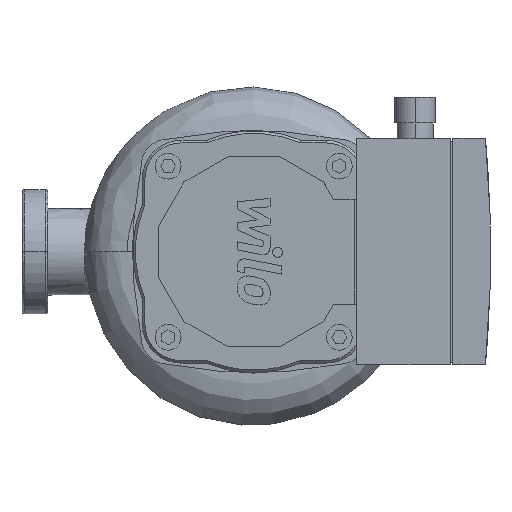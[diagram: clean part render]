
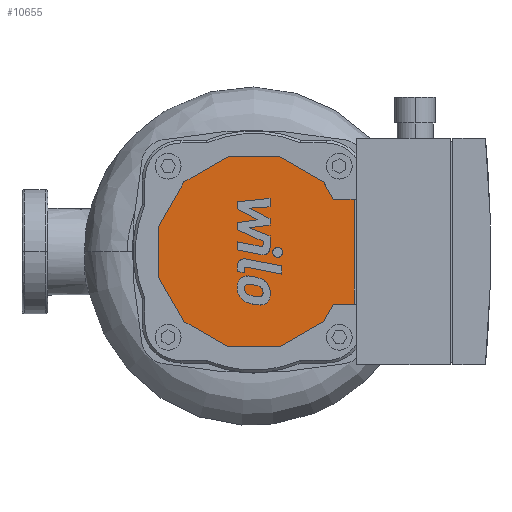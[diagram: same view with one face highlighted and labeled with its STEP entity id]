
A CAD part, front view. The second image highlights one B-rep face of the part: STEP entity #10655.
In plain terms, the highlighted planar face has unit normal (0, -1, 0).
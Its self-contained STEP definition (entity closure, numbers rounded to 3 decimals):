
#10155=CARTESIAN_POINT('',(80.086,-156.0,-37.));
#10156=VERTEX_POINT('',#10155);
#10163=CARTESIAN_POINT('',(62.914,-156.0,-27.086));
#10164=VERTEX_POINT('',#10163);
#10165=CARTESIAN_POINT('',(62.914,-156.0,-27.086));
#10166=DIRECTION('',(0.866,0.0,-0.5));
#10167=VECTOR('',#10166,19.828);
#10168=LINE('',#10165,#10167);
#10169=EDGE_CURVE('',#10164,#10156,#10168,.T.);
#10186=CARTESIAN_POINT('',(99.914,-156.0,-37.));
#10187=VERTEX_POINT('',#10186);
#10194=CARTESIAN_POINT('',(80.086,-156.0,-37.));
#10195=DIRECTION('',(1.0,0.0,0.0));
#10196=VECTOR('',#10195,19.828);
#10197=LINE('',#10194,#10196);
#10198=EDGE_CURVE('',#10156,#10187,#10197,.T.);
#10210=CARTESIAN_POINT('',(117.086,-156.0,-27.086));
#10211=VERTEX_POINT('',#10210);
#10218=CARTESIAN_POINT('',(99.914,-156.0,-37.));
#10219=DIRECTION('',(0.866,0.0,0.5));
#10220=VECTOR('',#10219,19.828);
#10221=LINE('',#10218,#10220);
#10222=EDGE_CURVE('',#10187,#10211,#10221,.T.);
#10250=CARTESIAN_POINT('',(120.975,-156.0,-20.35));
#10251=VERTEX_POINT('',#10250);
#10258=CARTESIAN_POINT('',(117.086,-156.0,-27.086));
#10259=DIRECTION('',(0.5,0.0,0.866));
#10260=VECTOR('',#10259,7.778);
#10261=LINE('',#10258,#10260);
#10262=EDGE_CURVE('',#10211,#10251,#10261,.T.);
#10298=CARTESIAN_POINT('',(117.086,-156.0,27.086));
#10299=VERTEX_POINT('',#10298);
#10306=CARTESIAN_POINT('',(120.975,-156.0,20.35));
#10307=VERTEX_POINT('',#10306);
#10308=CARTESIAN_POINT('',(120.975,-156.0,20.35));
#10309=DIRECTION('',(-0.5,0.0,0.866));
#10310=VECTOR('',#10309,7.778);
#10311=LINE('',#10308,#10310);
#10312=EDGE_CURVE('',#10307,#10299,#10311,.T.);
#10418=CARTESIAN_POINT('',(129.0,-156.0,-20.35));
#10419=VERTEX_POINT('',#10418);
#10426=CARTESIAN_POINT('',(120.975,-156.0,-20.35));
#10427=DIRECTION('',(1.0,0.0,0.0));
#10428=VECTOR('',#10427,8.025);
#10429=LINE('',#10426,#10428);
#10430=EDGE_CURVE('',#10251,#10419,#10429,.T.);
#10460=CARTESIAN_POINT('',(129.0,-156.0,20.35));
#10461=VERTEX_POINT('',#10460);
#10462=CARTESIAN_POINT('',(120.975,-156.0,20.35));
#10463=DIRECTION('',(1.0,0.0,0.0));
#10464=VECTOR('',#10463,8.025);
#10465=LINE('',#10462,#10464);
#10466=EDGE_CURVE('',#10307,#10461,#10465,.T.);
#10487=CARTESIAN_POINT('',(129.0,-156.0,-20.35));
#10488=DIRECTION('',(0.0,0.0,1.0));
#10489=VECTOR('',#10488,40.7);
#10490=LINE('',#10487,#10489);
#10491=EDGE_CURVE('',#10419,#10461,#10490,.T.);
#10502=CARTESIAN_POINT('',(99.914,-156.0,37.));
#10503=VERTEX_POINT('',#10502);
#10510=CARTESIAN_POINT('',(117.086,-156.0,27.086));
#10511=DIRECTION('',(-0.866,0.0,0.5));
#10512=VECTOR('',#10511,19.828);
#10513=LINE('',#10510,#10512);
#10514=EDGE_CURVE('',#10299,#10503,#10513,.T.);
#10526=CARTESIAN_POINT('',(80.086,-156.0,37.));
#10527=VERTEX_POINT('',#10526);
#10534=CARTESIAN_POINT('',(99.914,-156.0,37.));
#10535=DIRECTION('',(-1.0,0.0,0.0));
#10536=VECTOR('',#10535,19.828);
#10537=LINE('',#10534,#10536);
#10538=EDGE_CURVE('',#10503,#10527,#10537,.T.);
#10550=CARTESIAN_POINT('',(62.914,-156.0,27.086));
#10551=VERTEX_POINT('',#10550);
#10558=CARTESIAN_POINT('',(80.086,-156.0,37.));
#10559=DIRECTION('',(-0.866,0.0,-0.5));
#10560=VECTOR('',#10559,19.828);
#10561=LINE('',#10558,#10560);
#10562=EDGE_CURVE('',#10527,#10551,#10561,.T.);
#10574=CARTESIAN_POINT('',(53.0,-156.0,9.914));
#10575=VERTEX_POINT('',#10574);
#10582=CARTESIAN_POINT('',(62.914,-156.0,27.086));
#10583=DIRECTION('',(-0.5,0.0,-0.866));
#10584=VECTOR('',#10583,19.828);
#10585=LINE('',#10582,#10584);
#10586=EDGE_CURVE('',#10551,#10575,#10585,.T.);
#10598=CARTESIAN_POINT('',(53.,-156.0,-9.914));
#10599=VERTEX_POINT('',#10598);
#10606=CARTESIAN_POINT('',(53.0,-156.0,9.914));
#10607=DIRECTION('',(0.0,0.0,-1.0));
#10608=VECTOR('',#10607,19.828);
#10609=LINE('',#10606,#10608);
#10610=EDGE_CURVE('',#10575,#10599,#10609,.T.);
#10623=CARTESIAN_POINT('',(53.,-156.0,-9.914));
#10624=DIRECTION('',(0.5,0.0,-0.866));
#10625=VECTOR('',#10624,19.828);
#10626=LINE('',#10623,#10625);
#10627=EDGE_CURVE('',#10599,#10164,#10626,.T.);
#10634=CARTESIAN_POINT('',(90.,-156.0,0.));
#10635=DIRECTION('',(0.0,1.0,0.0));
#10636=DIRECTION('',(0.0,0.0,1.0));
#10637=AXIS2_PLACEMENT_3D('',#10634,#10635,#10636);
#10638=PLANE('',#10637);
#10639=ORIENTED_EDGE('',*,*,#10312,.T.);
#10640=ORIENTED_EDGE('',*,*,#10514,.T.);
#10641=ORIENTED_EDGE('',*,*,#10538,.T.);
#10642=ORIENTED_EDGE('',*,*,#10562,.T.);
#10643=ORIENTED_EDGE('',*,*,#10586,.T.);
#10644=ORIENTED_EDGE('',*,*,#10610,.T.);
#10645=ORIENTED_EDGE('',*,*,#10627,.T.);
#10646=ORIENTED_EDGE('',*,*,#10169,.T.);
#10647=ORIENTED_EDGE('',*,*,#10198,.T.);
#10648=ORIENTED_EDGE('',*,*,#10222,.T.);
#10649=ORIENTED_EDGE('',*,*,#10262,.T.);
#10650=ORIENTED_EDGE('',*,*,#10430,.T.);
#10651=ORIENTED_EDGE('',*,*,#10491,.T.);
#10652=ORIENTED_EDGE('',*,*,#10466,.F.);
#10653=EDGE_LOOP('',(#10639,#10640,#10641,#10642,#10643,#10644,#10645,#10646,#10647,#10648,#10649,#10650,#10651,#10652));
#10654=FACE_OUTER_BOUND('',#10653,.T.);
#10655=ADVANCED_FACE('',(#10654),#10638,.F.);
